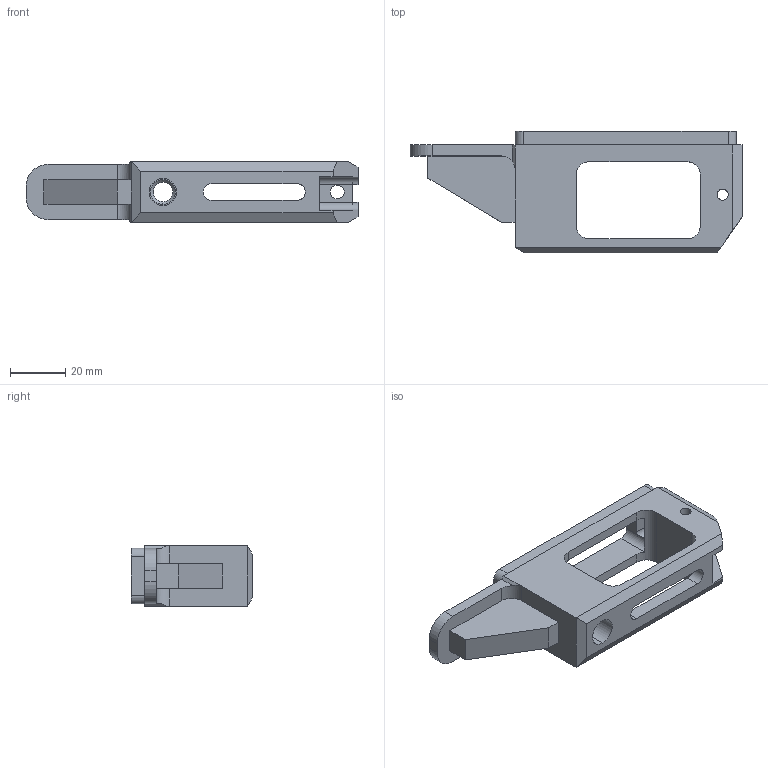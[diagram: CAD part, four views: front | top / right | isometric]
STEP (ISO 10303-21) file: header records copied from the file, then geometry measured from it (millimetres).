
FILE_DESCRIPTION (( 'STEP AP214' ), '1' );
FILE_NAME ('3 Pontet 700-1.STEP', '2024-12-06T22:18:28', ( '' ), ( '' ), 'SwSTEP 2.0', 'SolidWorks 2024', '' );
FILE_SCHEMA (( 'AUTOMOTIVE_DESIGN' ));
Length unit declared in the file: millimetre
Products named in the file (1): 3 Pontet 700-1
Bounding box: 120 x 44 x 22 mm (x, y, z)
Volume: 39626.8 mm3; surface area: 17526.1 mm2
Topology: 1 solids, 1 shells, 80 faces, 231 edges, 150 vertices
Faces by surface type: plane 48, cylinder 30, cone 2
Entity records: 2730 total; most frequent: CARTESIAN_POINT 524, ORIENTED_EDGE 462, DIRECTION 455, EDGE_CURVE 231, LINE 157, VECTOR 157, VERTEX_POINT 150, AXIS2_PLACEMENT_3D 149
